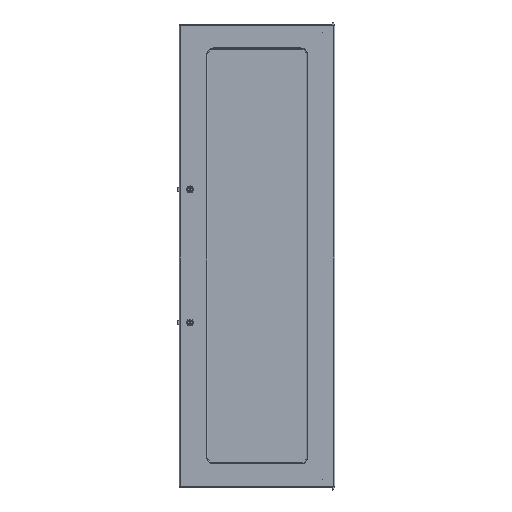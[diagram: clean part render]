
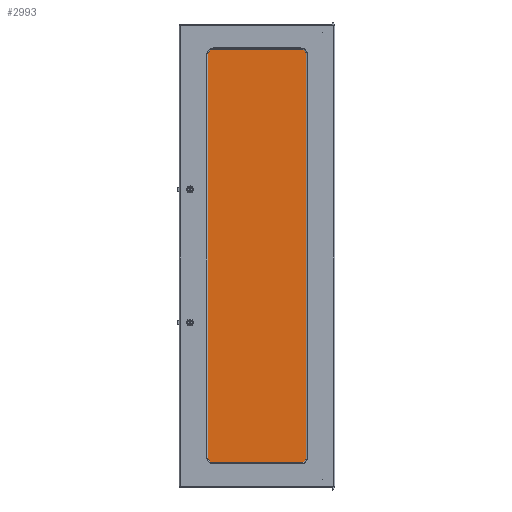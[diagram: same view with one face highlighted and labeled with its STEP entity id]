
A CAD part, top view. The second image highlights one B-rep face of the part: STEP entity #2993.
In plain terms, the highlighted planar face has unit normal (0, 0, 1).
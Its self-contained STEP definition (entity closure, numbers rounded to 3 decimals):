
#35 = CARTESIAN_POINT ( 'NONE',  ( -180., -696.5, -1.379 ) ) ;
#87 = DIRECTION ( 'NONE',  ( 0., 0., 1. ) ) ;
#819 = CARTESIAN_POINT ( 'NONE',  ( -180., 696.5, -1.379 ) ) ;
#1199 = VECTOR ( 'NONE', #4823, 1000. ) ;
#1244 = LINE ( 'NONE', #10847, #5638 ) ;
#1280 = CARTESIAN_POINT ( 'NONE',  ( -180., -696.5, -1.379 ) ) ;
#1288 = CARTESIAN_POINT ( 'NONE',  ( -180., 696.5, -1.379 ) ) ;
#1509 = EDGE_LOOP ( 'NONE', ( #6075, #1590, #9437, #5344 ) ) ;
#1590 = ORIENTED_EDGE ( 'NONE', *, *, #2707, .T. ) ;
#1867 = LINE ( 'NONE', #1280, #1199 ) ;
#2707 = EDGE_CURVE ( 'NONE', #5885, #10583, #1867, .T. ) ;
#2993 = ADVANCED_FACE ( 'NONE', ( #8839 ), #7982, .T. ) ;
#3082 = VECTOR ( 'NONE', #5121, 1000. ) ;
#3126 = CARTESIAN_POINT ( 'NONE',  ( 180., -696.5, -1.379 ) ) ;
#3536 = EDGE_CURVE ( 'NONE', #10583, #4658, #1244, .T. ) ;
#4658 = VERTEX_POINT ( 'NONE', #8281 ) ;
#4787 = DIRECTION ( 'NONE',  ( 0., 1., 0. ) ) ;
#4823 = DIRECTION ( 'NONE',  ( 1., 0., 0. ) ) ;
#5121 = DIRECTION ( 'NONE',  ( 0., -1., 0. ) ) ;
#5344 = ORIENTED_EDGE ( 'NONE', *, *, #8833, .T. ) ;
#5409 = VERTEX_POINT ( 'NONE', #1288 ) ;
#5638 = VECTOR ( 'NONE', #4787, 1000. ) ;
#5885 = VERTEX_POINT ( 'NONE', #10540 ) ;
#6075 = ORIENTED_EDGE ( 'NONE', *, *, #6644, .T. ) ;
#6461 = VECTOR ( 'NONE', #7090, 1000. ) ;
#6644 = EDGE_CURVE ( 'NONE', #5409, #5885, #9685, .T. ) ;
#7090 = DIRECTION ( 'NONE',  ( -1., 0., 0. ) ) ;
#7982 = PLANE ( 'NONE',  #8941 ) ;
#8281 = CARTESIAN_POINT ( 'NONE',  ( 180., 696.5, -1.379 ) ) ;
#8827 = CARTESIAN_POINT ( 'NONE',  ( -180., 696.5, -1.379 ) ) ;
#8833 = EDGE_CURVE ( 'NONE', #4658, #5409, #10395, .T. ) ;
#8839 = FACE_OUTER_BOUND ( 'NONE', #1509, .T. ) ;
#8888 = DIRECTION ( 'NONE',  ( 1., 0., 0. ) ) ;
#8941 = AXIS2_PLACEMENT_3D ( 'NONE', #35, #87, #8888 ) ;
#9437 = ORIENTED_EDGE ( 'NONE', *, *, #3536, .T. ) ;
#9685 = LINE ( 'NONE', #819, #3082 ) ;
#10395 = LINE ( 'NONE', #8827, #6461 ) ;
#10540 = CARTESIAN_POINT ( 'NONE',  ( -180., -696.5, -1.379 ) ) ;
#10583 = VERTEX_POINT ( 'NONE', #3126 ) ;
#10847 = CARTESIAN_POINT ( 'NONE',  ( 180., 696.5, -1.379 ) ) ;
